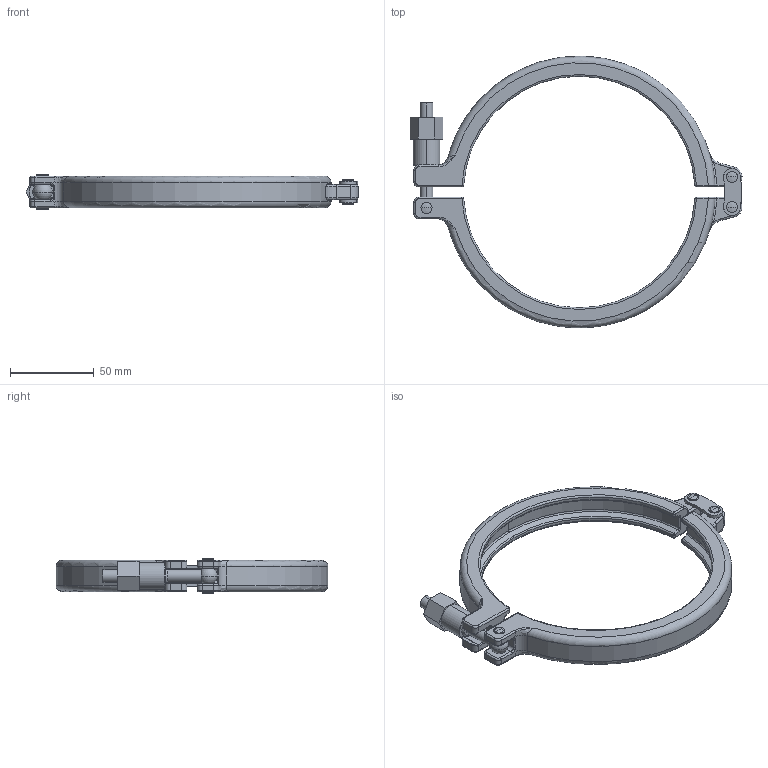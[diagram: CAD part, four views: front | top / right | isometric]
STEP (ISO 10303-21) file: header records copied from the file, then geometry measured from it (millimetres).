
FILE_DESCRIPTION (( 'STEP AP214' ), '1' );
FILE_NAME ('CL.SAFX.0500 BLOCK.STEP', '2020-02-26T09:36:06', ( '' ), ( '' ), 'SwSTEP 2.0', 'SolidWorks 2019', '' );
FILE_SCHEMA (( 'AUTOMOTIVE_DESIGN' ));
Length unit declared in the file: millimetre
Products named in the file (1): CL.SAFX.0500 BLOCK
Bounding box: 197.66 x 161.88 x 21.3 mm (x, y, z)
Volume: 99267.5 mm3; surface area: 38201.6 mm2
Topology: 3 solids, 3 shells, 384 faces, 893 edges, 499 vertices
Faces by surface type: cylinder 151, torus 78, plane 57, bspline 48, sphere 36, cone 14
Entity records: 12789 total; most frequent: CARTESIAN_POINT 4187, DIRECTION 1945, ORIENTED_EDGE 1728, EDGE_CURVE 864, AXIS2_PLACEMENT_3D 842, CIRCLE 505, VERTEX_POINT 498, EDGE_LOOP 410
